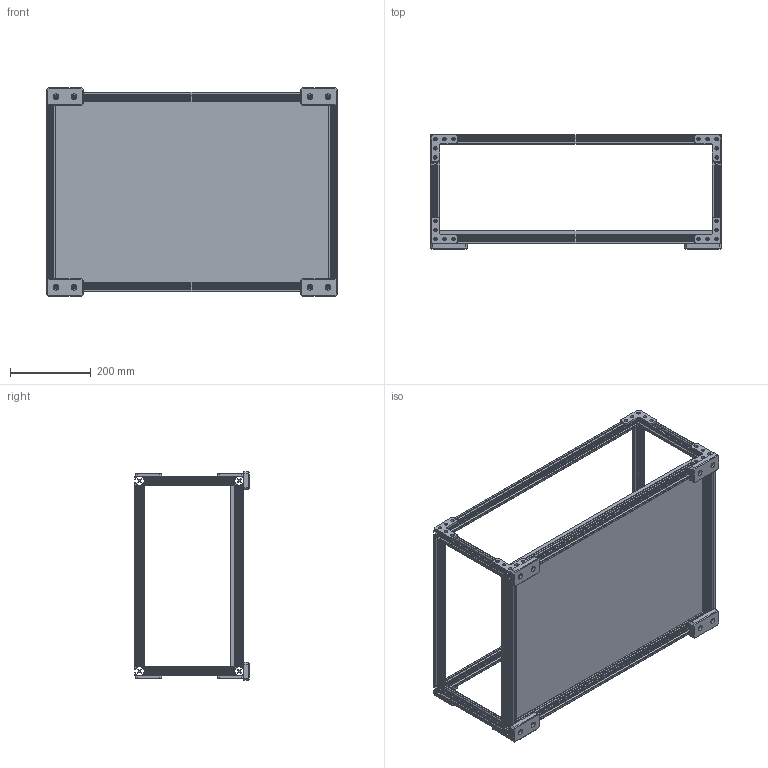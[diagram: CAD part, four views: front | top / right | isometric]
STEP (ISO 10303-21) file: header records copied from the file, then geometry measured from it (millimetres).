
FILE_DESCRIPTION(('HOOPS Exchange Step'),'2;1');
FILE_NAME('output/VentionAssembly_74784_v9.STEP','2020-04-01T20:56:52+00:00',('ubuntu'),('Unknown organisation'),'HOOPS Exchange 2018.0','HOOPS Exchange','Unknown authorisation');
FILE_SCHEMA( ('AUTOMOTIVE_DESIGN { 1 0 10303 214 1 1 1 1 }') );
Length unit declared in the file: millimetre
Products named in the file (7): ST-EXT-006-0450; ST-EXT-006-0720; ST-EXT-006-0225; HW-RP-002-0001; imported-PANEL-324C22DC699A_74429; ST-GP-001-0021; 0
Assembly tree (25 placements, depth 2):
  0
    ST-EXT-006-0450  x4
    ST-EXT-006-0720  x4
    ST-EXT-006-0225  x4
    HW-RP-002-0001  x4
    imported-PANEL-324C22DC699A_74429
    ST-GP-001-0021  x8
Bounding box: 720 x 283 x 517.5 mm (x, y, z)
Volume: 4594440 mm3; surface area: 1814949.3 mm2
Topology: 25 solids, 25 shells, 1146 faces, 3232 edges, 2144 vertices
Faces by surface type: cylinder 580, plane 566
Entity records: 9232 total; most frequent: DIRECTION 1637, CARTESIAN_POINT 1584, ORIENTED_EDGE 1538, EDGE_CURVE 769, AXIS2_PLACEMENT_3D 563, VECTOR 511, LINE 511, VERTEX_POINT 510
